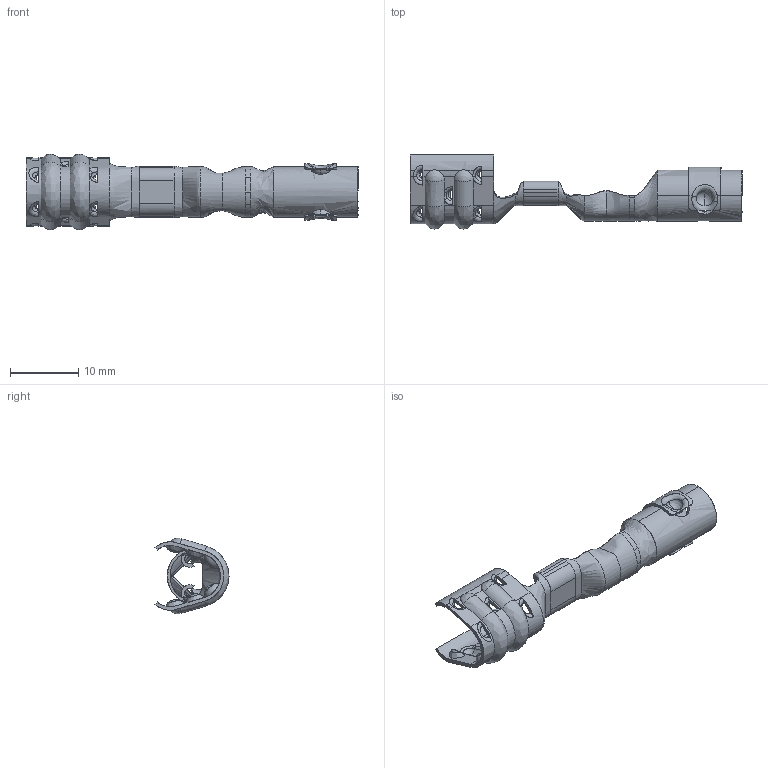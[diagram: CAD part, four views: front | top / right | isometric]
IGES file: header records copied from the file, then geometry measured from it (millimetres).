
Start section: SolidWorks IGES file using analytic representation for surfaces
Global section: file name: CC197.IGS; native system: SolidWorks 2019; preprocessor: SolidWorks 2019; author: sjohnson; date: 191106.091512; units: inch
Bounding box: 48.77 x 10.87 x 11.07 mm (x, y, z)
Surface area: 2103 mm2 (no closed solid volume)
Topology: 0 solids, 0 shells, 378 faces, 4173 edges, 4169 vertices
Faces by surface type: bspline 216, revolution 162
